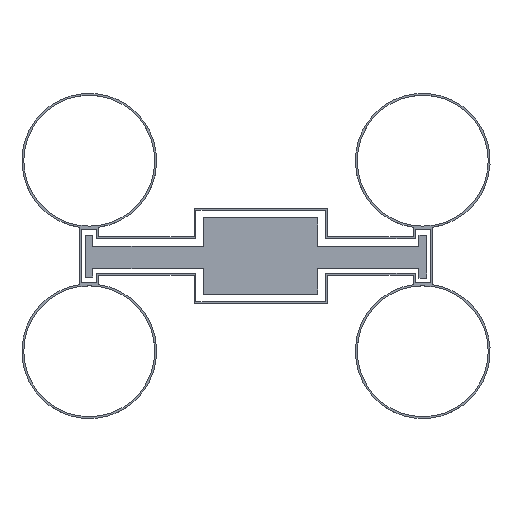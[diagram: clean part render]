
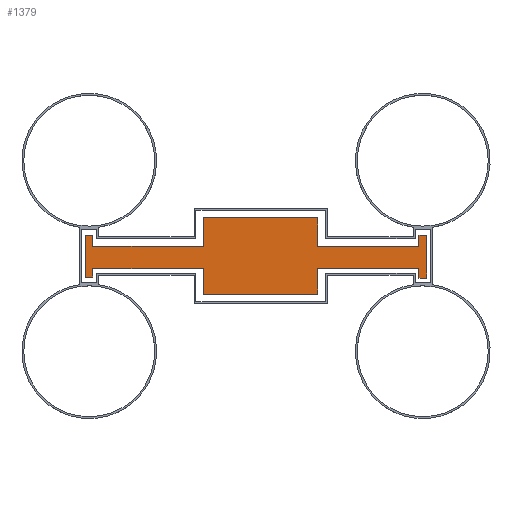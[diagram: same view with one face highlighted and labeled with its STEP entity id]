
A CAD part, top view. The second image highlights one B-rep face of the part: STEP entity #1379.
In plain terms, the highlighted planar face has unit normal (0, 0, 1).
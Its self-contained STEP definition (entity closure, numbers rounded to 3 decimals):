
#117=FACE_OUTER_BOUND('',#195,.T.);
#195=EDGE_LOOP('',(#1213,#1214,#1215,#1216,#1217,#1218,#1219,#1220,#1221,
#1222,#1223,#1224,#1225,#1226,#1227,#1228,#1229,#1230,#1231,#1232));
#315=LINE('',#2100,#491);
#318=LINE('',#2106,#494);
#321=LINE('',#2112,#497);
#324=LINE('',#2118,#500);
#327=LINE('',#2124,#503);
#330=LINE('',#2130,#506);
#333=LINE('',#2136,#509);
#336=LINE('',#2142,#512);
#339=LINE('',#2148,#515);
#342=LINE('',#2154,#518);
#345=LINE('',#2160,#521);
#348=LINE('',#2166,#524);
#351=LINE('',#2172,#527);
#354=LINE('',#2178,#530);
#357=LINE('',#2184,#533);
#360=LINE('',#2190,#536);
#363=LINE('',#2196,#539);
#366=LINE('',#2202,#542);
#369=LINE('',#2208,#545);
#372=LINE('',#2212,#548);
#491=VECTOR('',#1726,10.);
#494=VECTOR('',#1731,10.);
#497=VECTOR('',#1736,10.);
#500=VECTOR('',#1741,10.);
#503=VECTOR('',#1746,10.);
#506=VECTOR('',#1751,10.);
#509=VECTOR('',#1756,10.);
#512=VECTOR('',#1761,10.);
#515=VECTOR('',#1766,10.);
#518=VECTOR('',#1771,10.);
#521=VECTOR('',#1776,10.);
#524=VECTOR('',#1781,10.);
#527=VECTOR('',#1786,10.);
#530=VECTOR('',#1791,10.);
#533=VECTOR('',#1796,10.);
#536=VECTOR('',#1801,10.);
#539=VECTOR('',#1806,10.);
#542=VECTOR('',#1811,10.);
#545=VECTOR('',#1816,10.);
#548=VECTOR('',#1821,10.);
#639=VERTEX_POINT('',#2097);
#640=VERTEX_POINT('',#2099);
#642=VERTEX_POINT('',#2105);
#644=VERTEX_POINT('',#2111);
#646=VERTEX_POINT('',#2117);
#648=VERTEX_POINT('',#2123);
#650=VERTEX_POINT('',#2129);
#652=VERTEX_POINT('',#2135);
#654=VERTEX_POINT('',#2141);
#656=VERTEX_POINT('',#2147);
#658=VERTEX_POINT('',#2153);
#660=VERTEX_POINT('',#2159);
#662=VERTEX_POINT('',#2165);
#664=VERTEX_POINT('',#2171);
#666=VERTEX_POINT('',#2177);
#668=VERTEX_POINT('',#2183);
#670=VERTEX_POINT('',#2189);
#672=VERTEX_POINT('',#2195);
#674=VERTEX_POINT('',#2201);
#676=VERTEX_POINT('',#2207);
#811=EDGE_CURVE('',#640,#639,#315,.T.);
#814=EDGE_CURVE('',#642,#640,#318,.T.);
#817=EDGE_CURVE('',#644,#642,#321,.T.);
#820=EDGE_CURVE('',#646,#644,#324,.T.);
#823=EDGE_CURVE('',#648,#646,#327,.T.);
#826=EDGE_CURVE('',#650,#648,#330,.T.);
#829=EDGE_CURVE('',#652,#650,#333,.T.);
#832=EDGE_CURVE('',#654,#652,#336,.T.);
#835=EDGE_CURVE('',#656,#654,#339,.T.);
#838=EDGE_CURVE('',#658,#656,#342,.T.);
#841=EDGE_CURVE('',#660,#658,#345,.T.);
#844=EDGE_CURVE('',#662,#660,#348,.T.);
#847=EDGE_CURVE('',#664,#662,#351,.T.);
#850=EDGE_CURVE('',#666,#664,#354,.T.);
#853=EDGE_CURVE('',#668,#666,#357,.T.);
#856=EDGE_CURVE('',#670,#668,#360,.T.);
#859=EDGE_CURVE('',#672,#670,#363,.T.);
#862=EDGE_CURVE('',#674,#672,#366,.T.);
#865=EDGE_CURVE('',#676,#674,#369,.T.);
#868=EDGE_CURVE('',#639,#676,#372,.T.);
#1213=ORIENTED_EDGE('',*,*,#868,.T.);
#1214=ORIENTED_EDGE('',*,*,#865,.T.);
#1215=ORIENTED_EDGE('',*,*,#862,.T.);
#1216=ORIENTED_EDGE('',*,*,#859,.T.);
#1217=ORIENTED_EDGE('',*,*,#856,.T.);
#1218=ORIENTED_EDGE('',*,*,#853,.T.);
#1219=ORIENTED_EDGE('',*,*,#850,.T.);
#1220=ORIENTED_EDGE('',*,*,#847,.T.);
#1221=ORIENTED_EDGE('',*,*,#844,.T.);
#1222=ORIENTED_EDGE('',*,*,#841,.T.);
#1223=ORIENTED_EDGE('',*,*,#838,.T.);
#1224=ORIENTED_EDGE('',*,*,#835,.T.);
#1225=ORIENTED_EDGE('',*,*,#832,.T.);
#1226=ORIENTED_EDGE('',*,*,#829,.T.);
#1227=ORIENTED_EDGE('',*,*,#826,.T.);
#1228=ORIENTED_EDGE('',*,*,#823,.T.);
#1229=ORIENTED_EDGE('',*,*,#820,.T.);
#1230=ORIENTED_EDGE('',*,*,#817,.T.);
#1231=ORIENTED_EDGE('',*,*,#814,.T.);
#1232=ORIENTED_EDGE('',*,*,#811,.T.);
#1311=PLANE('',#1478);
#1379=ADVANCED_FACE('',(#117),#1311,.T.);
#1478=AXIS2_PLACEMENT_3D('',#2213,#1822,#1823);
#1726=DIRECTION('',(0.,1.,0.));
#1731=DIRECTION('',(1.,0.,0.));
#1736=DIRECTION('',(0.,-1.,0.));
#1741=DIRECTION('',(1.,0.,0.));
#1746=DIRECTION('',(0.,1.,0.));
#1751=DIRECTION('',(1.,0.,0.));
#1756=DIRECTION('',(0.,-1.,0.));
#1761=DIRECTION('',(-1.,0.,0.));
#1766=DIRECTION('',(0.,1.,0.));
#1771=DIRECTION('',(-1.,0.,0.));
#1776=DIRECTION('',(0.,-1.,0.));
#1781=DIRECTION('',(-1.,0.,0.));
#1786=DIRECTION('',(0.,1.,0.));
#1791=DIRECTION('',(-1.,0.,0.));
#1796=DIRECTION('',(0.,-1.,0.));
#1801=DIRECTION('',(-1.,0.,0.));
#1806=DIRECTION('',(0.,1.,0.));
#1811=DIRECTION('',(1.,0.,0.));
#1816=DIRECTION('',(0.,-1.,0.));
#1821=DIRECTION('',(1.,0.,0.));
#1822=DIRECTION('center_axis',(0.,0.,1.));
#1823=DIRECTION('ref_axis',(1.,0.,0.));
#2097=CARTESIAN_POINT('',(195.,68.38,14.));
#2099=CARTESIAN_POINT('',(195.,55.,14.));
#2100=CARTESIAN_POINT('',(195.,95.,14.));
#2105=CARTESIAN_POINT('',(135.,55.,14.));
#2106=CARTESIAN_POINT('',(195.,55.,14.));
#2111=CARTESIAN_POINT('',(135.,68.38,14.));
#2112=CARTESIAN_POINT('',(135.,55.,14.));
#2117=CARTESIAN_POINT('',(76.796,68.38,14.));
#2118=CARTESIAN_POINT('',(200.,68.38,14.));
#2123=CARTESIAN_POINT('',(76.796,63.947,14.));
#2124=CARTESIAN_POINT('',(76.796,85.926,14.));
#2129=CARTESIAN_POINT('',(73.102,63.947,14.));
#2130=CARTESIAN_POINT('',(76.796,63.947,14.));
#2135=CARTESIAN_POINT('',(73.102,85.926,14.));
#2136=CARTESIAN_POINT('',(73.102,63.947,14.));
#2141=CARTESIAN_POINT('',(76.796,85.926,14.));
#2142=CARTESIAN_POINT('',(73.102,85.926,14.));
#2147=CARTESIAN_POINT('',(76.796,80.,14.));
#2148=CARTESIAN_POINT('',(76.796,85.926,14.));
#2153=CARTESIAN_POINT('',(135.,80.,14.));
#2154=CARTESIAN_POINT('',(76.796,80.,14.));
#2159=CARTESIAN_POINT('',(135.,95.,14.));
#2160=CARTESIAN_POINT('',(135.,55.,14.));
#2165=CARTESIAN_POINT('',(195.,95.,14.));
#2166=CARTESIAN_POINT('',(135.,95.,14.));
#2171=CARTESIAN_POINT('',(195.,80.,14.));
#2172=CARTESIAN_POINT('',(195.,95.,14.));
#2177=CARTESIAN_POINT('',(248.015,80.,14.));
#2178=CARTESIAN_POINT('',(200.,80.,14.));
#2183=CARTESIAN_POINT('',(248.015,85.926,14.));
#2184=CARTESIAN_POINT('',(248.015,63.393,14.));
#2189=CARTESIAN_POINT('',(252.078,85.926,14.));
#2190=CARTESIAN_POINT('',(248.015,85.926,14.));
#2195=CARTESIAN_POINT('',(252.078,63.393,14.));
#2196=CARTESIAN_POINT('',(252.078,85.926,14.));
#2201=CARTESIAN_POINT('',(248.015,63.393,14.));
#2202=CARTESIAN_POINT('',(252.078,63.393,14.));
#2207=CARTESIAN_POINT('',(248.015,68.38,14.));
#2208=CARTESIAN_POINT('',(248.015,63.393,14.));
#2212=CARTESIAN_POINT('',(252.078,68.38,14.));
#2213=CARTESIAN_POINT('Origin',(162.59,75.,14.));
